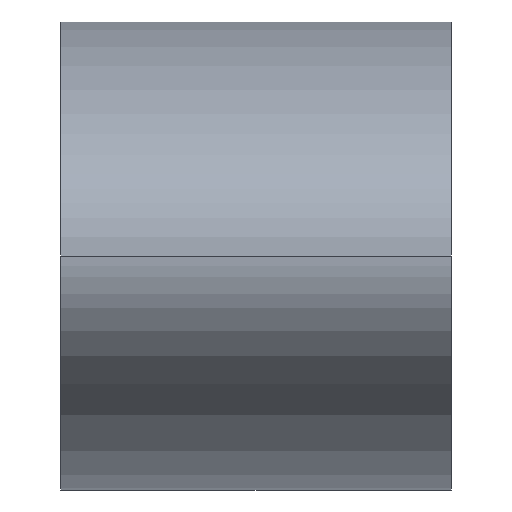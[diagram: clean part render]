
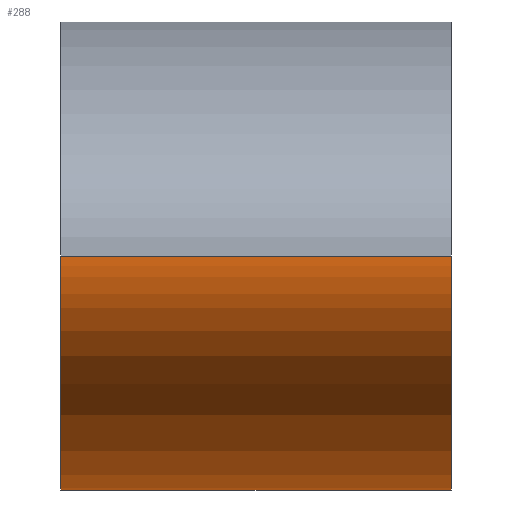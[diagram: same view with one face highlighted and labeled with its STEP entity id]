
A CAD part, left-side view. The second image highlights one B-rep face of the part: STEP entity #288.
In plain terms, the highlighted face is a extrusion surface.
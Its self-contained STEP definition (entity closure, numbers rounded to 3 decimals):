
#1=CARTESIAN_POINT('',(120.,0.,0.));
#2=CARTESIAN_POINT('',(120.,0.,-1.768));
#3=CARTESIAN_POINT('',(119.372,0.,-5.436));
#4=CARTESIAN_POINT('',(116.188,0.,-11.077));
#5=CARTESIAN_POINT('',(110.599,0.,-16.514));
#6=CARTESIAN_POINT('',(102.733,0.,-21.366));
#7=CARTESIAN_POINT('',(93.027,0.,-25.3));
#8=CARTESIAN_POINT('',(83.966,0.,-27.628));
#9=CARTESIAN_POINT('',(76.512,0.,-28.891));
#10=CARTESIAN_POINT('',(70.906,0.,-29.546));
#11=CARTESIAN_POINT('',(66.293,0.,-29.859));
#12=CARTESIAN_POINT('',(62.666,0.,-29.98));
#13=CARTESIAN_POINT('',(60.,0.,-30.01));
#14=CARTESIAN_POINT('',(57.334,0.,-29.98));
#15=CARTESIAN_POINT('',(53.707,0.,-29.859));
#16=CARTESIAN_POINT('',(49.094,0.,-29.546));
#17=CARTESIAN_POINT('',(43.488,0.,-28.891));
#18=CARTESIAN_POINT('',(36.034,0.,-27.628));
#19=CARTESIAN_POINT('',(26.973,0.,-25.3));
#20=CARTESIAN_POINT('',(17.267,0.,-21.366));
#21=CARTESIAN_POINT('',(9.401,0.,-16.514));
#22=CARTESIAN_POINT('',(3.812,0.,-11.077));
#23=CARTESIAN_POINT('',(0.628,0.,-5.436));
#24=CARTESIAN_POINT('',(0.,0.,-1.768));
#25=CARTESIAN_POINT('',(0.,0.,0.));
#63=DIRECTION('',(0.,1.,0.));
#64=VECTOR('',#63,50.);
#65=CARTESIAN_POINT('',(120.,0.,0.));
#66=LINE('',#65,#64);
#67=DIRECTION('',(0.,1.,0.));
#68=VECTOR('',#67,50.);
#69=CARTESIAN_POINT('',(0.,0.,0.));
#70=LINE('',#69,#68);
#71=CARTESIAN_POINT('',(120.,50.,0.));
#72=CARTESIAN_POINT('',(120.,50.,-1.768));
#73=CARTESIAN_POINT('',(119.372,50.,-5.436));
#74=CARTESIAN_POINT('',(116.188,50.,-11.077));
#75=CARTESIAN_POINT('',(110.599,50.,-16.514));
#76=CARTESIAN_POINT('',(102.733,50.,-21.366));
#77=CARTESIAN_POINT('',(93.027,50.,-25.3));
#78=CARTESIAN_POINT('',(83.966,50.,-27.628));
#79=CARTESIAN_POINT('',(76.512,50.,-28.891));
#80=CARTESIAN_POINT('',(70.906,50.,-29.546));
#81=CARTESIAN_POINT('',(66.293,50.,-29.859));
#82=CARTESIAN_POINT('',(62.666,50.,-29.98));
#83=CARTESIAN_POINT('',(60.,50.,-30.01));
#84=CARTESIAN_POINT('',(57.334,50.,-29.98));
#85=CARTESIAN_POINT('',(53.707,50.,-29.859));
#86=CARTESIAN_POINT('',(49.094,50.,-29.546));
#87=CARTESIAN_POINT('',(43.488,50.,-28.891));
#88=CARTESIAN_POINT('',(36.034,50.,-27.628));
#89=CARTESIAN_POINT('',(26.973,50.,-25.3));
#90=CARTESIAN_POINT('',(17.267,50.,-21.366));
#91=CARTESIAN_POINT('',(9.401,50.,-16.514));
#92=CARTESIAN_POINT('',(3.812,50.,-11.077));
#93=CARTESIAN_POINT('',(0.628,50.,-5.436));
#94=CARTESIAN_POINT('',(0.,50.,-1.768));
#95=CARTESIAN_POINT('',(0.,50.,0.));
#217=VERTEX_POINT('',#1);
#218=VERTEX_POINT('',#25);
#219=VERTEX_POINT('',#71);
#220=VERTEX_POINT('',#95);
#271=CARTESIAN_POINT('',(60.,0.,0.));
#272=DIRECTION('',(0.,1.,0.));
#273=DIRECTION('',(1.,0.,0.));
#274=AXIS2_PLACEMENT_3D('',#271,#272,#273);
#276=DIRECTION('',(0.,1.,0.));
#277=VECTOR('',#276,1.);
#278=SURFACE_OF_LINEAR_EXTRUSION('',#275,#277);
#279=ORIENTED_EDGE('',*,*,#258,.F.);
#281=ORIENTED_EDGE('',*,*,#280,.T.);
#283=ORIENTED_EDGE('',*,*,#282,.T.);
#285=ORIENTED_EDGE('',*,*,#284,.F.);
#286=EDGE_LOOP('',(#279,#281,#283,#285));
#287=FACE_OUTER_BOUND('',#286,.F.);
#288=ADVANCED_FACE('',(#287),#278,.T.);
#26=B_SPLINE_CURVE_WITH_KNOTS('',3,(#1,#2,#3,#4,#5,#6,#7,#8,#9,#10,#11,#12,#13,
#14,#15,#16,#17,#18,#19,#20,#21,#22,#23,#24,#25),.UNSPECIFIED.,.F.,.F.,(4,1,1,1,
1,1,1,1,1,1,1,1,1,1,1,1,1,1,1,1,1,1,4),(0.,0.063,0.125,0.188,0.25,
0.313,0.375,0.406,0.438,0.469,0.484,0.5,0.516,
0.531,0.563,0.594,0.625,0.688,0.75,0.813,0.875,0.938,
1.),.UNSPECIFIED.);
#96=B_SPLINE_CURVE_WITH_KNOTS('',3,(#71,#72,#73,#74,#75,#76,#77,#78,#79,#80,#81,
#82,#83,#84,#85,#86,#87,#88,#89,#90,#91,#92,#93,#94,#95),.UNSPECIFIED.,.F.,.F.,(
4,1,1,1,1,1,1,1,1,1,1,1,1,1,1,1,1,1,1,1,1,1,4),(0.,0.063,0.125,0.188,
0.25,0.313,0.375,0.406,0.438,0.469,0.484,0.5,
0.516,0.531,0.563,0.594,0.625,0.688,0.75,0.813,
0.875,0.938,1.),.UNSPECIFIED.);
#258=EDGE_CURVE('',#217,#218,#26,.T.);
#275=ELLIPSE('',#274,60.,30.);
#280=EDGE_CURVE('',#217,#219,#66,.T.);
#282=EDGE_CURVE('',#219,#220,#96,.T.);
#284=EDGE_CURVE('',#218,#220,#70,.T.);
